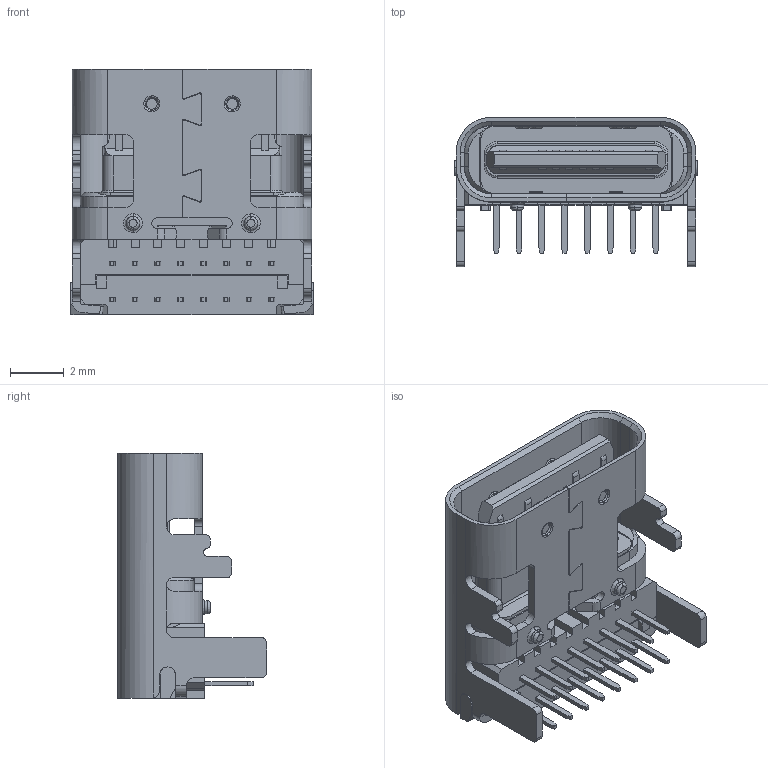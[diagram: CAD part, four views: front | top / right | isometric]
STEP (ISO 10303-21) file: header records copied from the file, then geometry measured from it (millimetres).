
FILE_DESCRIPTION (( 'STEP AP214' ), '1' );
FILE_NAME ('USB4085-GF-A.STEP', '2020-10-10T04:20:18', ( '' ), ( '' ), 'SwSTEP 2.0', 'SolidWorks 2019', '' );
FILE_SCHEMA (( 'AUTOMOTIVE_DESIGN' ));
Length unit declared in the file: inch
Products named in the file (1): USB4085-GF-A
Bounding box: 9.03 x 5.56 x 9.17 mm (x, y, z)
Surface area: 640.1 mm2 (no closed solid volume)
Topology: 0 solids, 2 shells, 698 faces, 1874 edges, 1217 vertices
Faces by surface type: plane 468, cylinder 145, bspline 75, cone 10
Entity records: 35239 total; most frequent: CARTESIAN_POINT 15683, ORIENTED_EDGE 3743, DIRECTION 3177, EDGE_CURVE 1874, LINE 1321, VECTOR 1321, VERTEX_POINT 1217, AXIS2_PLACEMENT_3D 928
